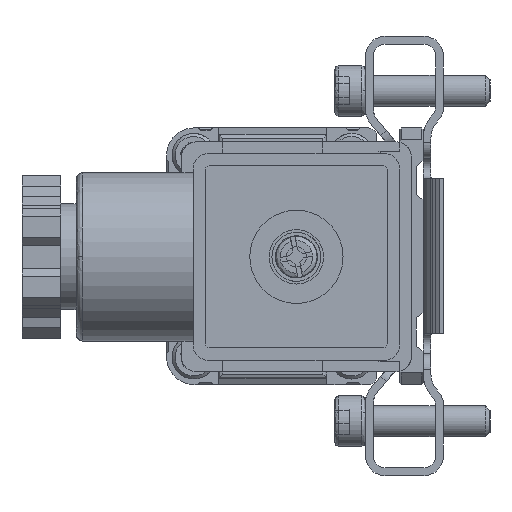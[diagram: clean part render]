
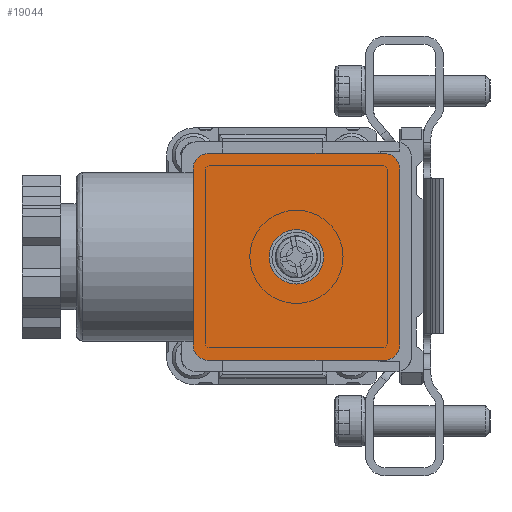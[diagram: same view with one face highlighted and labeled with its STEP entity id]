
A CAD part, left-side view. The second image highlights one B-rep face of the part: STEP entity #19044.
In plain terms, the highlighted planar face has unit normal (-1, 0, 0).
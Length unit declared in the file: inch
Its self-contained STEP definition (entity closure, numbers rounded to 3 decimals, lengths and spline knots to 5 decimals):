
#1113 = CARTESIAN_POINT ( 'NONE',  ( -1.07087, 0.19685, 0.20156 ) ) ;
#1523 = DIRECTION ( 'NONE',  ( 0., 0., -1. ) ) ;
#1657 = CARTESIAN_POINT ( 'NONE',  ( -1.07087, 1.16535, 0.12282 ) ) ;
#1840 = CIRCLE ( 'NONE', #12789, 0.07874 ) ;
#1946 = VECTOR ( 'NONE', #11617, 39.37008 ) ;
#2024 = CIRCLE ( 'NONE', #17933, 0.07874 ) ;
#2629 = VERTEX_POINT ( 'NONE', #10427 ) ;
#2841 = CARTESIAN_POINT ( 'NONE',  ( -1.07087, 0.19685, 0.12282 ) ) ;
#2966 = CARTESIAN_POINT ( 'NONE',  ( -1.07087, 0.19685, 1.17007 ) ) ;
#3499 = CARTESIAN_POINT ( 'NONE',  ( -1.07087, 1.16535, 0.12282 ) ) ;
#3955 = DIRECTION ( 'NONE',  ( 0., -1., 0. ) ) ;
#4296 = DIRECTION ( 'NONE',  ( 0., -1., 0. ) ) ;
#5298 = EDGE_CURVE ( 'NONE', #7158, #8751, #6487, .T. ) ;
#5311 = EDGE_CURVE ( 'NONE', #16352, #26485, #15964, .T. ) ;
#5918 = CARTESIAN_POINT ( 'NONE',  ( -1.07087, 1.08661, 1.09133 ) ) ;
#6487 = LINE ( 'NONE', #15822, #10917 ) ;
#7158 = VERTEX_POINT ( 'NONE', #28417 ) ;
#7328 = CIRCLE ( 'NONE', #11283, 0.07874 ) ;
#7537 = DIRECTION ( 'NONE',  ( 1., 0., 0. ) ) ;
#7674 = CARTESIAN_POINT ( 'NONE',  ( -1.07087, 0.64173, 0.64645 ) ) ;
#7767 = ORIENTED_EDGE ( 'NONE', *, *, #20788, .F. ) ;
#8067 = CARTESIAN_POINT ( 'NONE',  ( -1.07087, 0.64173, 0.50865 ) ) ;
#8109 = EDGE_CURVE ( 'NONE', #10103, #10103, #14734, .T. ) ;
#8751 = VERTEX_POINT ( 'NONE', #2966 ) ;
#10103 = VERTEX_POINT ( 'NONE', #8067 ) ;
#10427 = CARTESIAN_POINT ( 'NONE',  ( -1.07087, 0.11811, 0.20156 ) ) ;
#10659 = DIRECTION ( 'NONE',  ( 0., 1., 0. ) ) ;
#10917 = VECTOR ( 'NONE', #4296, 39.37008 ) ;
#11283 = AXIS2_PLACEMENT_3D ( 'NONE', #1113, #29393, #12812 ) ;
#11617 = DIRECTION ( 'NONE',  ( 0., 0., 1. ) ) ;
#11634 = CARTESIAN_POINT ( 'NONE',  ( -1.07087, 0.11811, 1.09133 ) ) ;
#12083 = EDGE_CURVE ( 'NONE', #21847, #16352, #17006, .T. ) ;
#12789 = AXIS2_PLACEMENT_3D ( 'NONE', #21987, #7537, #19806 ) ;
#12812 = DIRECTION ( 'NONE',  ( 0., -1., 0. ) ) ;
#13215 = DIRECTION ( 'NONE',  ( 1., 0., 0. ) ) ;
#13524 = CARTESIAN_POINT ( 'NONE',  ( -1.07087, 1.08661, 0.12282 ) ) ;
#14227 = AXIS2_PLACEMENT_3D ( 'NONE', #7674, #21985, #26312 ) ;
#14358 = VERTEX_POINT ( 'NONE', #11634 ) ;
#14567 = CARTESIAN_POINT ( 'NONE',  ( -1.07087, 1.16535, 1.09133 ) ) ;
#14734 = CIRCLE ( 'NONE', #14227, 0.1378 ) ;
#14981 = ORIENTED_EDGE ( 'NONE', *, *, #12083, .F. ) ;
#15222 = EDGE_CURVE ( 'NONE', #14358, #2629, #18028, .T. ) ;
#15822 = CARTESIAN_POINT ( 'NONE',  ( -1.07087, 1.16535, 1.17007 ) ) ;
#15954 = FACE_OUTER_BOUND ( 'NONE', #16645, .T. ) ;
#15964 = LINE ( 'NONE', #1657, #1946 ) ;
#16014 = AXIS2_PLACEMENT_3D ( 'NONE', #27111, #22615, #3955 ) ;
#16102 = PLANE ( 'NONE',  #16429 ) ;
#16352 = VERTEX_POINT ( 'NONE', #17595 ) ;
#16429 = AXIS2_PLACEMENT_3D ( 'NONE', #25431, #18761, #28209 ) ;
#16645 = EDGE_LOOP ( 'NONE', ( #20509, #7767, #26347, #26097, #18892, #22196, #28268, #14981 ) ) ;
#17006 = CIRCLE ( 'NONE', #16014, 0.07874 ) ;
#17595 = CARTESIAN_POINT ( 'NONE',  ( -1.07087, 1.16535, 0.20156 ) ) ;
#17933 = AXIS2_PLACEMENT_3D ( 'NONE', #5918, #13215, #22686 ) ;
#18028 = LINE ( 'NONE', #18167, #20557 ) ;
#18167 = CARTESIAN_POINT ( 'NONE',  ( -1.07087, 0.11811, 0.12282 ) ) ;
#18761 = DIRECTION ( 'NONE',  ( 1., 0., 0. ) ) ;
#18892 = ORIENTED_EDGE ( 'NONE', *, *, #5298, .F. ) ;
#18977 = VECTOR ( 'NONE', #10659, 39.37008 ) ;
#19044 = ADVANCED_FACE ( 'NONE', ( #15954, #25571 ), #16102, .F. ) ;
#19661 = ORIENTED_EDGE ( 'NONE', *, *, #8109, .F. ) ;
#19806 = DIRECTION ( 'NONE',  ( 0., -1., 0. ) ) ;
#20509 = ORIENTED_EDGE ( 'NONE', *, *, #26694, .F. ) ;
#20557 = VECTOR ( 'NONE', #1523, 39.37008 ) ;
#20670 = EDGE_CURVE ( 'NONE', #8751, #14358, #1840, .T. ) ;
#20788 = EDGE_CURVE ( 'NONE', #2629, #22821, #7328, .T. ) ;
#21847 = VERTEX_POINT ( 'NONE', #13524 ) ;
#21985 = DIRECTION ( 'NONE',  ( -1., 0., 0. ) ) ;
#21987 = CARTESIAN_POINT ( 'NONE',  ( -1.07087, 0.19685, 1.09133 ) ) ;
#22196 = ORIENTED_EDGE ( 'NONE', *, *, #24885, .F. ) ;
#22615 = DIRECTION ( 'NONE',  ( 1., 0., 0. ) ) ;
#22686 = DIRECTION ( 'NONE',  ( 0., -1., 0. ) ) ;
#22821 = VERTEX_POINT ( 'NONE', #2841 ) ;
#24885 = EDGE_CURVE ( 'NONE', #26485, #7158, #2024, .T. ) ;
#25431 = CARTESIAN_POINT ( 'NONE',  ( -1.07087, 1.16535, 0.12282 ) ) ;
#25571 = FACE_BOUND ( 'NONE', #26620, .T. ) ;
#26097 = ORIENTED_EDGE ( 'NONE', *, *, #20670, .F. ) ;
#26312 = DIRECTION ( 'NONE',  ( 0., 0., -1. ) ) ;
#26347 = ORIENTED_EDGE ( 'NONE', *, *, #15222, .F. ) ;
#26485 = VERTEX_POINT ( 'NONE', #14567 ) ;
#26620 = EDGE_LOOP ( 'NONE', ( #19661 ) ) ;
#26694 = EDGE_CURVE ( 'NONE', #22821, #21847, #29427, .T. ) ;
#27111 = CARTESIAN_POINT ( 'NONE',  ( -1.07087, 1.08661, 0.20156 ) ) ;
#28209 = DIRECTION ( 'NONE',  ( 0., 0., 1. ) ) ;
#28268 = ORIENTED_EDGE ( 'NONE', *, *, #5311, .F. ) ;
#28417 = CARTESIAN_POINT ( 'NONE',  ( -1.07087, 1.08661, 1.17007 ) ) ;
#29393 = DIRECTION ( 'NONE',  ( 1., 0., 0. ) ) ;
#29427 = LINE ( 'NONE', #3499, #18977 ) ;
